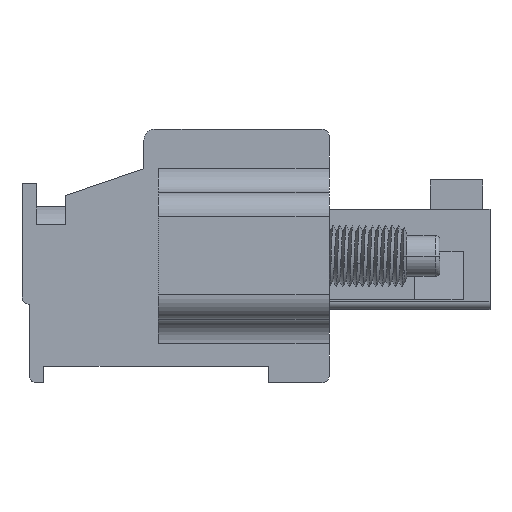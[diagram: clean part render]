
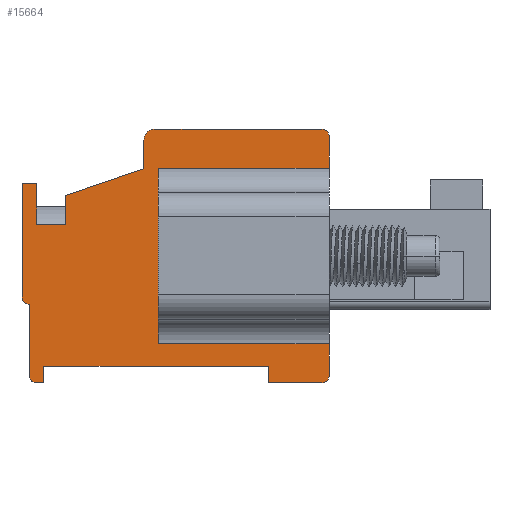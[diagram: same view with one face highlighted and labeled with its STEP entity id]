
A CAD part, left-side view. The second image highlights one B-rep face of the part: STEP entity #15664.
In plain terms, the highlighted planar face has unit normal (-1, 0, 0).
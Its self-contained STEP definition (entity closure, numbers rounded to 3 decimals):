
#5718=DIRECTION('',(0.,0.,-1.));
#5719=VECTOR('',#5718,1.3);
#5720=CARTESIAN_POINT('',(0.,0.,-3.6));
#5721=LINE('',#5720,#5719);
#5722=CARTESIAN_POINT('',(0.,0.3,-4.9));
#5723=DIRECTION('',(-1.,0.,0.));
#5724=DIRECTION('',(0.,0.,-1.));
#5725=AXIS2_PLACEMENT_3D('',#5722,#5723,#5724);
#5727=DIRECTION('',(0.,1.,0.));
#5728=VECTOR('',#5727,2.2);
#5729=CARTESIAN_POINT('',(0.,0.3,-5.2));
#5730=LINE('',#5729,#5728);
#5731=DIRECTION('',(0.,0.,-1.));
#5732=VECTOR('',#5731,0.675);
#5733=CARTESIAN_POINT('',(0.,2.5,-4.525));
#5734=LINE('',#5733,#5732);
#5735=DIRECTION('',(0.,-1.,0.));
#5736=VECTOR('',#5735,9.2);
#5737=CARTESIAN_POINT('',(0.,11.7,-4.525));
#5738=LINE('',#5737,#5736);
#5739=DIRECTION('',(0.,0.,1.));
#5740=VECTOR('',#5739,0.675);
#5741=CARTESIAN_POINT('',(0.,11.7,-5.2));
#5742=LINE('',#5741,#5740);
#5743=DIRECTION('',(0.,1.,0.));
#5744=VECTOR('',#5743,0.3);
#5745=CARTESIAN_POINT('',(0.,11.7,-5.2));
#5746=LINE('',#5745,#5744);
#5747=CARTESIAN_POINT('',(0.,12.,-4.9));
#5748=DIRECTION('',(1.,0.,0.));
#5749=DIRECTION('',(0.,0.,-1.));
#5750=AXIS2_PLACEMENT_3D('',#5747,#5748,#5749);
#5752=DIRECTION('',(0.,0.,-1.));
#5753=VECTOR('',#5752,2.92);
#5754=CARTESIAN_POINT('',(0.,12.3,-1.98));
#5755=LINE('',#5754,#5753);
#5756=CARTESIAN_POINT('',(0.,12.3,-1.68));
#5757=DIRECTION('',(-1.,0.,0.));
#5758=DIRECTION('',(0.,1.,0.));
#5759=AXIS2_PLACEMENT_3D('',#5756,#5757,#5758);
#5761=DIRECTION('',(0.,0.,1.));
#5762=VECTOR('',#5761,4.655);
#5763=CARTESIAN_POINT('',(0.,12.6,-1.68));
#5764=LINE('',#5763,#5762);
#5765=DIRECTION('',(0.,1.,0.));
#5766=VECTOR('',#5765,0.6);
#5767=CARTESIAN_POINT('',(0.,12.,2.975));
#5768=LINE('',#5767,#5766);
#5769=DIRECTION('',(0.,0.,1.));
#5770=VECTOR('',#5769,1.675);
#5771=CARTESIAN_POINT('',(0.,12.,1.3));
#5772=LINE('',#5771,#5770);
#5773=DIRECTION('',(0.,1.,0.));
#5774=VECTOR('',#5773,1.2);
#5775=CARTESIAN_POINT('',(0.,10.8,1.3));
#5776=LINE('',#5775,#5774);
#5777=DIRECTION('',(0.,0.,-1.));
#5778=VECTOR('',#5777,1.18);
#5779=CARTESIAN_POINT('',(0.,10.8,2.48));
#5780=LINE('',#5779,#5778);
#5781=DIRECTION('',(0.,0.946,-0.325));
#5782=VECTOR('',#5781,3.384);
#5783=CARTESIAN_POINT('',(0.,7.6,3.58));
#5784=LINE('',#5783,#5782);
#5785=DIRECTION('',(0.,0.,-1.));
#5786=VECTOR('',#5785,1.17);
#5787=CARTESIAN_POINT('',(0.,7.6,4.75));
#5788=LINE('',#5787,#5786);
#5789=CARTESIAN_POINT('',(0.,7.15,4.75));
#5790=DIRECTION('',(-1.,0.,0.));
#5791=DIRECTION('',(0.,0.,1.));
#5792=AXIS2_PLACEMENT_3D('',#5789,#5790,#5791);
#5794=DIRECTION('',(0.,-1.,0.));
#5795=VECTOR('',#5794,6.85);
#5796=CARTESIAN_POINT('',(0.,7.15,5.2));
#5797=LINE('',#5796,#5795);
#5798=CARTESIAN_POINT('',(0.,0.3,4.9));
#5799=DIRECTION('',(-1.,0.,0.));
#5800=DIRECTION('',(0.,-1.,0.));
#5801=AXIS2_PLACEMENT_3D('',#5798,#5799,#5800);
#5803=DIRECTION('',(0.,0.,-1.));
#5804=VECTOR('',#5803,1.3);
#5805=CARTESIAN_POINT('',(0.,0.,4.9));
#5806=LINE('',#5805,#5804);
#5831=DIRECTION('',(0.,0.,1.));
#5832=VECTOR('',#5831,7.2);
#5833=CARTESIAN_POINT('',(0.,7.,-3.6));
#5834=LINE('',#5833,#5832);
#6079=DIRECTION('',(0.,1.,0.));
#6080=VECTOR('',#6079,7.);
#6081=CARTESIAN_POINT('',(0.,0.,3.6));
#6082=LINE('',#6081,#6080);
#6133=DIRECTION('',(0.,-1.,0.));
#6134=VECTOR('',#6133,7.);
#6135=CARTESIAN_POINT('',(0.,7.,-3.6));
#6136=LINE('',#6135,#6134);
#6944=CARTESIAN_POINT('',(0.,0.3,-5.2));
#6945=CARTESIAN_POINT('',(0.,2.5,-5.2));
#6946=VERTEX_POINT('',#6944);
#6947=VERTEX_POINT('',#6945);
#6948=CARTESIAN_POINT('',(0.,11.7,-5.2));
#6949=CARTESIAN_POINT('',(0.,12.,-5.2));
#6950=VERTEX_POINT('',#6948);
#6951=VERTEX_POINT('',#6949);
#6952=CARTESIAN_POINT('',(0.,12.6,-1.68));
#6953=CARTESIAN_POINT('',(0.,12.6,2.975));
#6954=VERTEX_POINT('',#6952);
#6955=VERTEX_POINT('',#6953);
#6956=CARTESIAN_POINT('',(0.,7.15,5.2));
#6957=CARTESIAN_POINT('',(0.,0.3,5.2));
#6958=VERTEX_POINT('',#6956);
#6959=VERTEX_POINT('',#6957);
#6960=CARTESIAN_POINT('',(0.,12.3,-1.98));
#6961=CARTESIAN_POINT('',(0.,12.3,-4.9));
#6962=VERTEX_POINT('',#6960);
#6963=VERTEX_POINT('',#6961);
#6964=CARTESIAN_POINT('',(0.,11.7,-4.525));
#6965=VERTEX_POINT('',#6964);
#6966=CARTESIAN_POINT('',(0.,2.5,-4.525));
#6967=VERTEX_POINT('',#6966);
#6968=CARTESIAN_POINT('',(0.,7.6,4.75));
#6969=CARTESIAN_POINT('',(0.,7.6,3.58));
#6970=VERTEX_POINT('',#6968);
#6971=VERTEX_POINT('',#6969);
#6972=CARTESIAN_POINT('',(0.,10.8,2.48));
#6973=VERTEX_POINT('',#6972);
#6974=CARTESIAN_POINT('',(0.,10.8,1.3));
#6975=VERTEX_POINT('',#6974);
#6976=CARTESIAN_POINT('',(0.,12.,1.3));
#6977=VERTEX_POINT('',#6976);
#6978=CARTESIAN_POINT('',(0.,12.,2.975));
#6979=VERTEX_POINT('',#6978);
#6980=CARTESIAN_POINT('',(0.,0.,-4.9));
#6981=VERTEX_POINT('',#6980);
#6982=CARTESIAN_POINT('',(0.,0.,4.9));
#6983=VERTEX_POINT('',#6982);
#6984=CARTESIAN_POINT('',(0.,7.,-3.6));
#6985=CARTESIAN_POINT('',(0.,7.,3.6));
#6986=VERTEX_POINT('',#6984);
#6987=VERTEX_POINT('',#6985);
#6988=CARTESIAN_POINT('',(0.,0.,3.6));
#6989=VERTEX_POINT('',#6988);
#6990=CARTESIAN_POINT('',(0.,0.,-3.6));
#6991=VERTEX_POINT('',#6990);
#15627=CARTESIAN_POINT('',(0.,15.607,-9.1));
#15628=DIRECTION('',(-1.,0.,0.));
#15629=DIRECTION('',(0.,-1.,0.));
#15630=AXIS2_PLACEMENT_3D('',#15627,#15628,#15629);
#15631=PLANE('',#15630);
#15633=ORIENTED_EDGE('',*,*,#15632,.F.);
#15635=ORIENTED_EDGE('',*,*,#15634,.T.);
#15636=ORIENTED_EDGE('',*,*,#7809,.T.);
#15637=ORIENTED_EDGE('',*,*,#13480,.F.);
#15638=ORIENTED_EDGE('',*,*,#13423,.T.);
#15640=ORIENTED_EDGE('',*,*,#15639,.F.);
#15642=ORIENTED_EDGE('',*,*,#15641,.F.);
#15644=ORIENTED_EDGE('',*,*,#15643,.F.);
#15645=ORIENTED_EDGE('',*,*,#13454,.T.);
#15646=ORIENTED_EDGE('',*,*,#15622,.T.);
#15647=ORIENTED_EDGE('',*,*,#15609,.F.);
#15648=ORIENTED_EDGE('',*,*,#15595,.F.);
#15649=ORIENTED_EDGE('',*,*,#14375,.T.);
#15650=ORIENTED_EDGE('',*,*,#14361,.F.);
#15651=ORIENTED_EDGE('',*,*,#14347,.F.);
#15652=ORIENTED_EDGE('',*,*,#14282,.F.);
#15653=ORIENTED_EDGE('',*,*,#14245,.F.);
#15654=ORIENTED_EDGE('',*,*,#14227,.F.);
#15655=ORIENTED_EDGE('',*,*,#14213,.F.);
#15656=ORIENTED_EDGE('',*,*,#14199,.F.);
#15657=ORIENTED_EDGE('',*,*,#13570,.T.);
#15658=ORIENTED_EDGE('',*,*,#13293,.F.);
#15659=ORIENTED_EDGE('',*,*,#7825,.T.);
#15661=ORIENTED_EDGE('',*,*,#15660,.T.);
#15662=EDGE_LOOP('',(#15633,#15635,#15636,#15637,#15638,#15640,#15642,#15644,
#15645,#15646,#15647,#15648,#15649,#15650,#15651,#15652,#15653,#15654,#15655,
#15656,#15657,#15658,#15659,#15661));
#15663=FACE_OUTER_BOUND('',#15662,.F.);
#15664=ADVANCED_FACE('',(#15663),#15631,.T.);
#5726=CIRCLE('',#5725,0.3);
#5751=CIRCLE('',#5750,0.3);
#5760=CIRCLE('',#5759,0.3);
#5793=CIRCLE('',#5792,0.45);
#5802=CIRCLE('',#5801,0.3);
#7809=EDGE_CURVE('',#6991,#6981,#5721,.T.);
#7825=EDGE_CURVE('',#6983,#6989,#5806,.T.);
#13293=EDGE_CURVE('',#6983,#6959,#5802,.T.);
#13423=EDGE_CURVE('',#6946,#6947,#5730,.T.);
#13454=EDGE_CURVE('',#6950,#6951,#5746,.T.);
#13480=EDGE_CURVE('',#6946,#6981,#5726,.T.);
#13570=EDGE_CURVE('',#6958,#6959,#5797,.T.);
#14199=EDGE_CURVE('',#6958,#6970,#5793,.T.);
#14213=EDGE_CURVE('',#6970,#6971,#5788,.T.);
#14227=EDGE_CURVE('',#6971,#6973,#5784,.T.);
#14245=EDGE_CURVE('',#6973,#6975,#5780,.T.);
#14282=EDGE_CURVE('',#6975,#6977,#5776,.T.);
#14347=EDGE_CURVE('',#6977,#6979,#5772,.T.);
#14361=EDGE_CURVE('',#6979,#6955,#5768,.T.);
#14375=EDGE_CURVE('',#6954,#6955,#5764,.T.);
#15595=EDGE_CURVE('',#6954,#6962,#5760,.T.);
#15609=EDGE_CURVE('',#6962,#6963,#5755,.T.);
#15622=EDGE_CURVE('',#6951,#6963,#5751,.T.);
#15632=EDGE_CURVE('',#6986,#6987,#5834,.T.);
#15634=EDGE_CURVE('',#6986,#6991,#6136,.T.);
#15639=EDGE_CURVE('',#6967,#6947,#5734,.T.);
#15641=EDGE_CURVE('',#6965,#6967,#5738,.T.);
#15643=EDGE_CURVE('',#6950,#6965,#5742,.T.);
#15660=EDGE_CURVE('',#6989,#6987,#6082,.T.);
